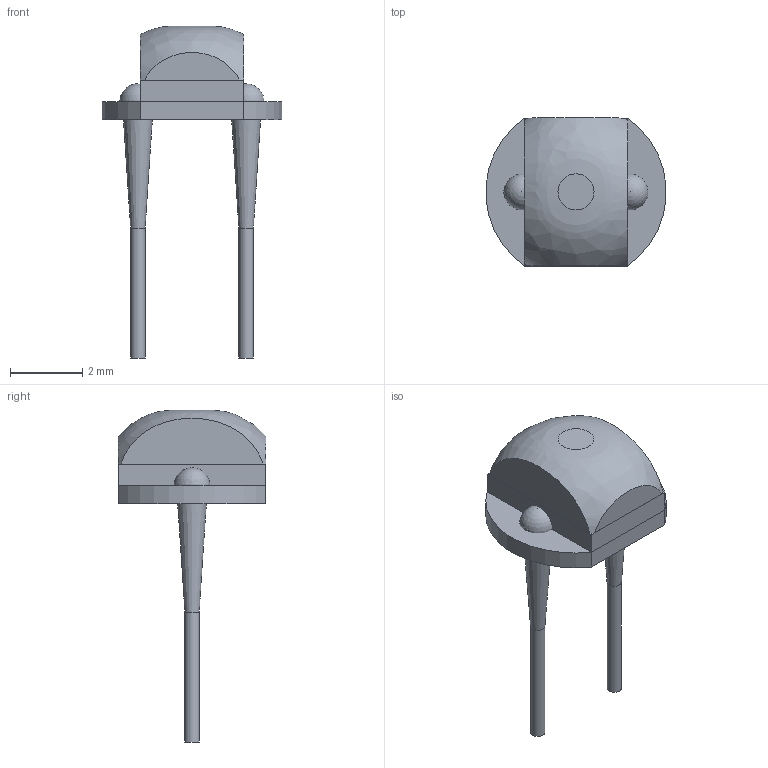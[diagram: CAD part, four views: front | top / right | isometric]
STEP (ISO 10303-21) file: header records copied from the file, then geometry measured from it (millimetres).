
FILE_DESCRIPTION(/* description */ (''),/* implementation_level */ '2;1');
FILE_NAME(/* name */ 'PERKINELMER_A9060.stp',/* time_stamp */ '2017-03-10T10:41:49+01:00',/* author */ ('riccim'),/* organization */ (''),/* preprocessor_version */ 'ST-DEVELOPER v16.1',/* originating_system */ 'AutoCAD Mechanical',/* authorisation */ '');
FILE_SCHEMA (('AUTOMOTIVE_DESIGN { 1 0 10303 214 3 1 1 }'));
Length unit declared in the file: millimetre
Products named in the file (1): Product
Bounding box: 4.98 x 4.1 x 9.2 mm (x, y, z)
Volume: 33.9 mm3; surface area: 140 mm2
Topology: 9 solids, 9 shells, 33 faces, 58 edges, 39 vertices
Faces by surface type: plane 24, cylinder 4, cone 2, sphere 2, bspline 1
Full cylindrical faces by diameter (mm): 0.4 x2
Entity records: 942 total; most frequent: CARTESIAN_POINT 284, DIRECTION 130, ORIENTED_EDGE 100, AXIS2_PLACEMENT_3D 53, EDGE_CURVE 50, VERTEX_POINT 39, EDGE_LOOP 37, FACE_OUTER_BOUND 33
